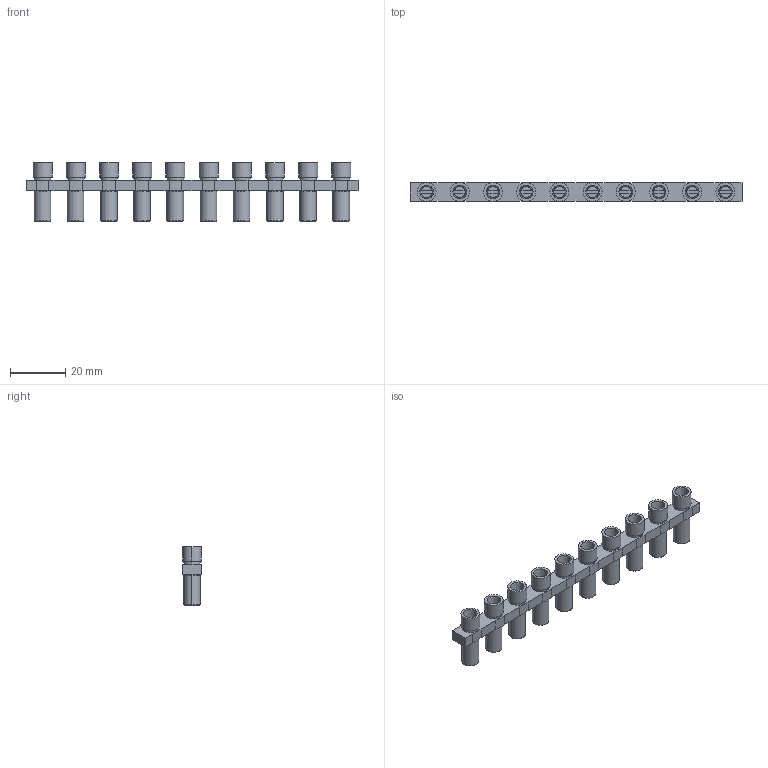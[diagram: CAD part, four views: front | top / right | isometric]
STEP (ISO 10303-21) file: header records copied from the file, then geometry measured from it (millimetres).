
FILE_DESCRIPTION (( 'STEP AP203' ), '1' );
FILE_NAME ('10''LU - MRK 16 ÜST KÖPRÜ VÝDALI.STEP', '2018-11-28T12:27:56', ( '' ), ( '' ), 'SwSTEP 2.0', 'SolidWorks 2011', '' );
FILE_SCHEMA (( 'CONFIG_CONTROL_DESIGN' ));
Length unit declared in the file: millimetre
Products named in the file (1): 10''LU - MRK 16 ÜST KÖPRÜ VÝDALI
Bounding box: 120 x 6.97 x 21.2 mm (x, y, z)
Volume: 7521.2 mm3; surface area: 9048.9 mm2
Topology: 1 solids, 11 shells, 526 faces, 1202 edges, 778 vertices
Faces by surface type: cylinder 180, plane 166, torus 120, cone 60
Entity records: 17553 total; most frequent: CARTESIAN_POINT 5177, DIRECTION 2806, ORIENTED_EDGE 2404, AXIS2_PLACEMENT_3D 1227, EDGE_CURVE 1202, VERTEX_POINT 778, CIRCLE 700, EDGE_LOOP 626
